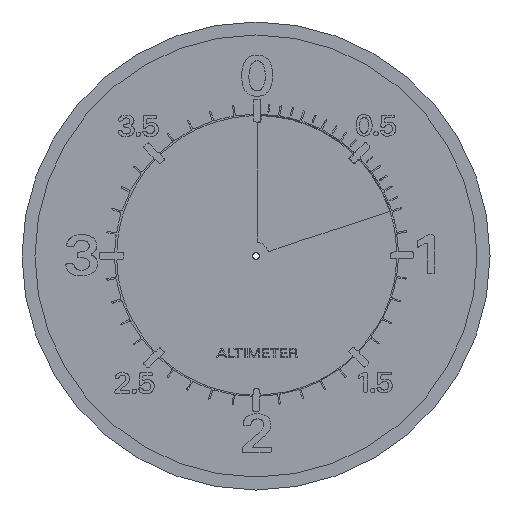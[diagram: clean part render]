
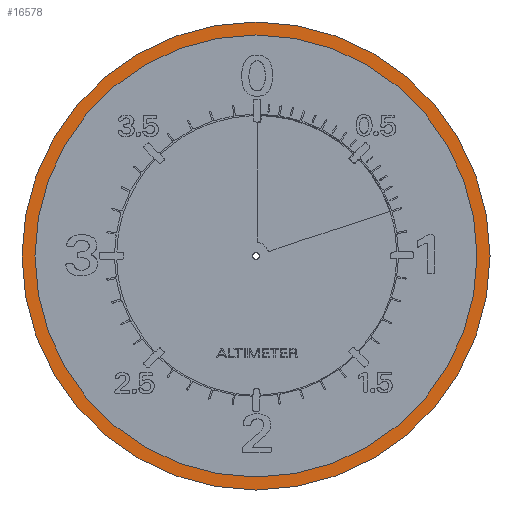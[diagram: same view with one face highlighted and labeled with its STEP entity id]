
A CAD part, front view. The second image highlights one B-rep face of the part: STEP entity #16578.
In plain terms, the highlighted planar face has unit normal (0, -1, 0).
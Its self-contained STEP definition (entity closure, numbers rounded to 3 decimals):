
#24=FACE_BOUND('',#3686,.T.);
#73=PLANE('',#17533);
#2741=FACE_OUTER_BOUND('',#3685,.T.);
#3685=EDGE_LOOP('',(#11205));
#3686=EDGE_LOOP('',(#11206));
#6630=CIRCLE('',#17531,68.);
#6632=CIRCLE('',#17534,72.);
#6656=VERTEX_POINT('',#19094);
#6658=VERTEX_POINT('',#19100);
#8473=EDGE_CURVE('',#6656,#6656,#6630,.T.);
#8476=EDGE_CURVE('',#6658,#6658,#6632,.T.);
#11205=ORIENTED_EDGE('',*,*,#8476,.T.);
#11206=ORIENTED_EDGE('',*,*,#8473,.T.);
#16578=ADVANCED_FACE('',(#2741,#24),#73,.F.);
#17531=AXIS2_PLACEMENT_3D('',#19095,#17678,#17679);
#17533=AXIS2_PLACEMENT_3D('',#19099,#17683,#17684);
#17534=AXIS2_PLACEMENT_3D('',#19101,#17685,#17686);
#17678=DIRECTION('center_axis',(0.,1.,0.));
#17679=DIRECTION('ref_axis',(1.,0.,0.));
#17683=DIRECTION('center_axis',(0.,1.,0.));
#17684=DIRECTION('ref_axis',(1.,0.,0.));
#17685=DIRECTION('center_axis',(0.,-1.,0.));
#17686=DIRECTION('ref_axis',(1.,0.,0.));
#19094=CARTESIAN_POINT('',(-68.,-1.,0.));
#19095=CARTESIAN_POINT('Origin',(0.,-1.,0.));
#19099=CARTESIAN_POINT('Origin',(0.,-1.,0.));
#19100=CARTESIAN_POINT('',(-72.,-1.,0.));
#19101=CARTESIAN_POINT('Origin',(0.,-1.,0.));
